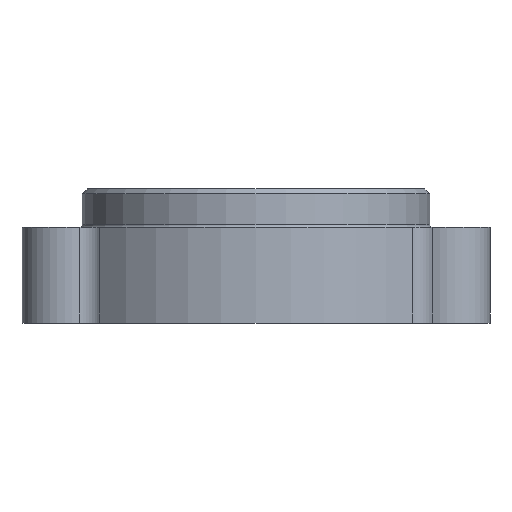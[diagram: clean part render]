
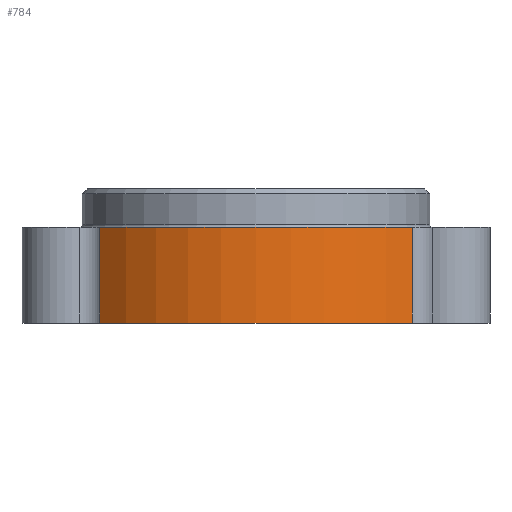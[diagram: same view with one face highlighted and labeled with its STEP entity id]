
A CAD part, front view. The second image highlights one B-rep face of the part: STEP entity #784.
In plain terms, the highlighted cylindrical face has radius 46 mm (diameter 92 mm), a partial arc.
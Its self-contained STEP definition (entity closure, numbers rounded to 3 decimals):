
#29 = CYLINDRICAL_SURFACE ( 'NONE', #1367, 46. ) ;
#81 = DIRECTION ( 'NONE',  ( 0., 0., 1. ) ) ;
#167 = DIRECTION ( 'NONE',  ( 0., 0., -1. ) ) ;
#178 = CARTESIAN_POINT ( 'NONE',  ( 0., 0., 0. ) ) ;
#194 = CARTESIAN_POINT ( 'NONE',  ( -32.63, -32.424, 8. ) ) ;
#243 = CARTESIAN_POINT ( 'NONE',  ( -32.63, -32.424, 0. ) ) ;
#278 = DIRECTION ( 'NONE',  ( 0., 0., 1. ) ) ;
#317 = VECTOR ( 'NONE', #81, 1000. ) ;
#340 = VERTEX_POINT ( 'NONE', #243 ) ;
#438 = CIRCLE ( 'NONE', #1247, 46. ) ;
#455 = DIRECTION ( 'NONE',  ( -1., 0., 0. ) ) ;
#465 = VERTEX_POINT ( 'NONE', #502 ) ;
#502 = CARTESIAN_POINT ( 'NONE',  ( -32.63, -32.424, -20. ) ) ;
#513 = VERTEX_POINT ( 'NONE', #1158 ) ;
#537 = EDGE_CURVE ( 'NONE', #340, #465, #927, .T. ) ;
#690 = ORIENTED_EDGE ( 'NONE', *, *, #1038, .T. ) ;
#698 = CARTESIAN_POINT ( 'NONE',  ( 0., 0., -20. ) ) ;
#731 = DIRECTION ( 'NONE',  ( 0., 0., -1. ) ) ;
#784 = ADVANCED_FACE ( 'NONE', ( #1274 ), #29, .T. ) ;
#807 = CARTESIAN_POINT ( 'NONE',  ( 32.63, -32.424, 0. ) ) ;
#819 = CIRCLE ( 'NONE', #1058, 46. ) ;
#828 = CARTESIAN_POINT ( 'NONE',  ( 32.63, -32.424, 8. ) ) ;
#829 = ORIENTED_EDGE ( 'NONE', *, *, #982, .F. ) ;
#911 = ORIENTED_EDGE ( 'NONE', *, *, #916, .F. ) ;
#916 = EDGE_CURVE ( 'NONE', #513, #465, #438, .T. ) ;
#927 = LINE ( 'NONE', #194, #1157 ) ;
#982 = EDGE_CURVE ( 'NONE', #340, #1093, #819, .T. ) ;
#1022 = DIRECTION ( 'NONE',  ( -1., 0., 0. ) ) ;
#1034 = DIRECTION ( 'NONE',  ( 1., 0., 0. ) ) ;
#1038 = EDGE_CURVE ( 'NONE', #513, #1093, #1061, .T. ) ;
#1058 = AXIS2_PLACEMENT_3D ( 'NONE', #178, #278, #1034 ) ;
#1061 = LINE ( 'NONE', #828, #317 ) ;
#1093 = VERTEX_POINT ( 'NONE', #807 ) ;
#1101 = ORIENTED_EDGE ( 'NONE', *, *, #537, .T. ) ;
#1103 = DIRECTION ( 'NONE',  ( 0., 0., -1. ) ) ;
#1157 = VECTOR ( 'NONE', #731, 1000. ) ;
#1158 = CARTESIAN_POINT ( 'NONE',  ( 32.63, -32.424, -20. ) ) ;
#1200 = CARTESIAN_POINT ( 'NONE',  ( 0., 0., 8. ) ) ;
#1247 = AXIS2_PLACEMENT_3D ( 'NONE', #698, #167, #1022 ) ;
#1274 = FACE_OUTER_BOUND ( 'NONE', #1341, .T. ) ;
#1341 = EDGE_LOOP ( 'NONE', ( #829, #1101, #911, #690 ) ) ;
#1367 = AXIS2_PLACEMENT_3D ( 'NONE', #1200, #1103, #455 ) ;
